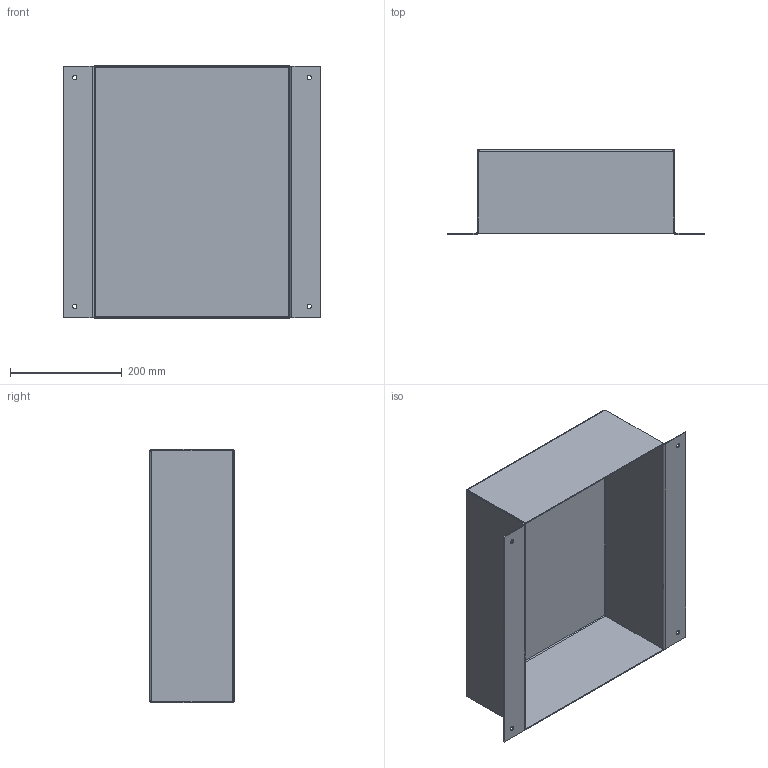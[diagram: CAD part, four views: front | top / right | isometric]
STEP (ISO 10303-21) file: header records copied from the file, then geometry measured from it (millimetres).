
FILE_DESCRIPTION(/* description */ ('STEP AP214'),/* implementation_level */ '2;1');
FILE_NAME(/* name */ '68a73e169ee1017bae0a0424',/* time_stamp */ '2025-08-21T15:41:11Z',/* author */ (''),/* organization */ (''),/* preprocessor_version */ 'ST-DEVELOPER v20',/* originating_system */ 'ONSHAPE BY PTC INC, 1.202',/* authorisation */ ' ');
FILE_SCHEMA (('AUTOMOTIVE_DESIGN {1 0 10303 214 3 1 1}'));
Length unit declared in the file: metre
Products named in the file (1): Part 1
Bounding box: 460 x 152 x 454 mm (x, y, z)
Volume: 886487.9 mm3; surface area: 892755.6 mm2
Topology: 1 solids, 1 shells, 66 faces, 144 edges, 80 vertices
Faces by surface type: plane 50, cylinder 16
Full cylindrical faces by diameter (mm): 8 x4
Entity records: 1762 total; most frequent: DIRECTION 306, CARTESIAN_POINT 287, ORIENTED_EDGE 280, EDGE_CURVE 140, LINE 108, VECTOR 108, AXIS2_PLACEMENT_3D 99, VERTEX_POINT 80
